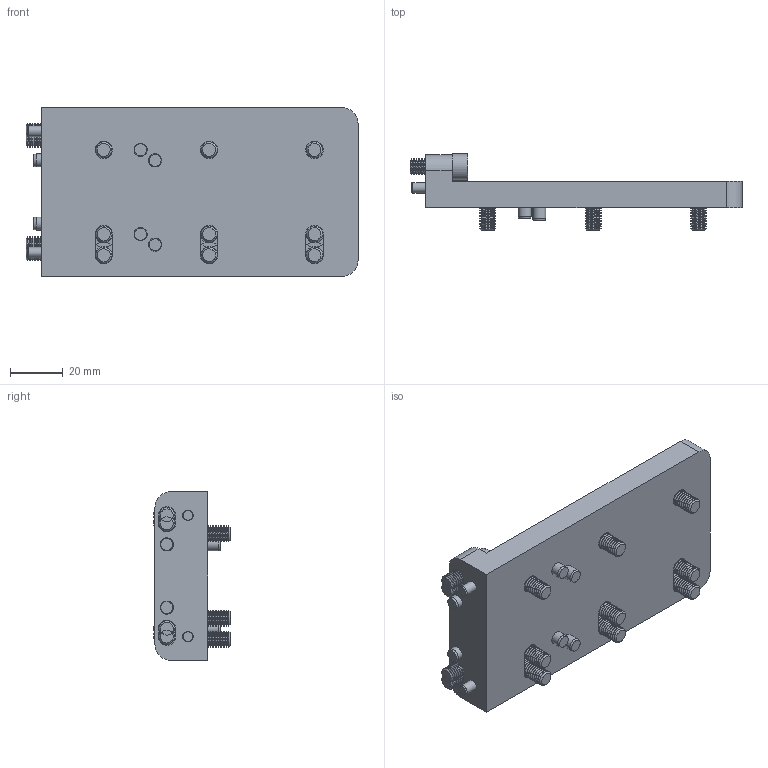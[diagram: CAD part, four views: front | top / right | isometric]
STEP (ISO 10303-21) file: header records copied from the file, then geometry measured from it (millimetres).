
FILE_DESCRIPTION (( 'STEP AP214' ), '1' );
FILE_NAME ('0186-2414_250424_GM50!51-37_DM03-37!48_AW-ST.STEP', '2025-04-24T14:30:03', ( '' ), ( '' ), 'SwSTEP 2.0', 'SolidWorks 2024', '' );
FILE_SCHEMA (( 'AUTOMOTIVE_DESIGN' ));
Length unit declared in the file: millimetre
Products named in the file (7): 0186-2414_250424_GM50!51-37_DM03-37!48_AW-ST; 0180-3782_GM50!51k-37_DM03-37!48-WPQ; 0230-1101_Zyl.-Schr_I-6kt_n-K_M6x14_8.8_v-b; 0230-0441_Zyl.-Stift_4x12_STAHL-GH; 0230-0387_zyl.-schr._i-6kt_M6x16_8.8_v-b; 0230-0221_zyl.-schr._i-6kt_M6x16_8.8_v-b; 0230-0868_Zyl.-Stift_5x10_INOX
Assembly tree (25 placements, depth 2):
  0186-2414_250424_GM50!51-37_DM03-37!48_AW-ST
    0180-3782_GM50!51k-37_DM03-37!48-WPQ
    0230-0868_Zyl.-Stift_5x10_INOX  x6
    0230-0387_zyl.-schr._i-6kt_M6x16_8.8_v-b  x2
    0230-0221_zyl.-schr._i-6kt_M6x16_8.8_v-b  x2
    0230-0441_Zyl.-Stift_4x12_STAHL-GH  x2
    0230-1101_Zyl.-Schr_I-6kt_n-K_M6x14_8.8_v-b  x12
Bounding box: 126 x 29.1 x 64 mm (x, y, z)
Volume: 85718.5 mm3; surface area: 35777.6 mm2
Topology: 25 solids, 25 shells, 1000 faces, 2080 edges, 1152 vertices
Faces by surface type: cone 424, plane 286, cylinder 258, torus 32
Full cylindrical faces by diameter (mm): 4 x4, 5 x12, 6 x200, 6.6 x3, 10 x16, 13 x3
Entity records: 6371 total; most frequent: DIRECTION 1178, CARTESIAN_POINT 974, ORIENTED_EDGE 768, AXIS2_PLACEMENT_3D 510, EDGE_LOOP 438, EDGE_CURVE 384, FACE_OUTER_BOUND 321, VERTEX_POINT 306
